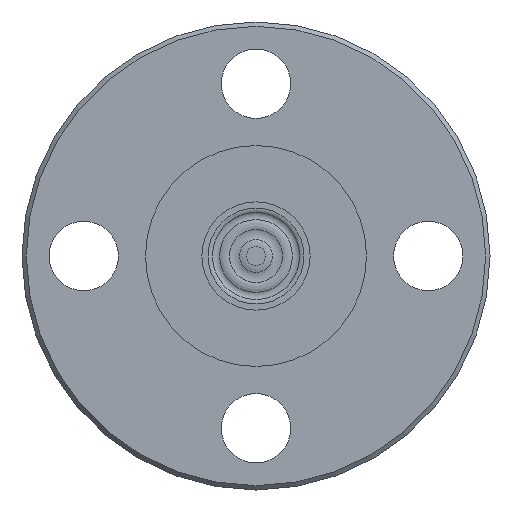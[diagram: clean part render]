
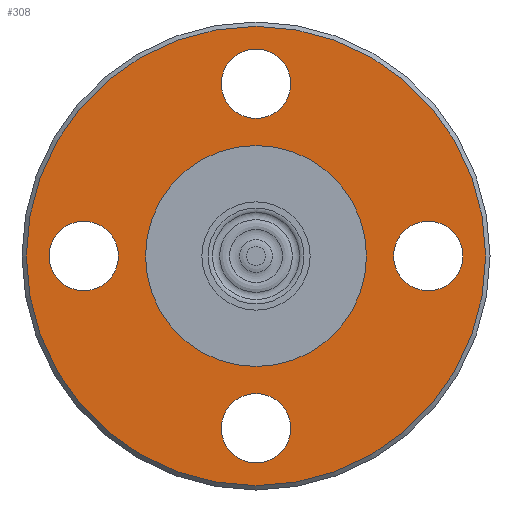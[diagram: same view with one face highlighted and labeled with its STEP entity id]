
A CAD part, front view. The second image highlights one B-rep face of the part: STEP entity #308.
In plain terms, the highlighted planar face has unit normal (0, -1, 0).
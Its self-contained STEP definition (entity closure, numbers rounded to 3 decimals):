
#22=PLANE('',#344);
#47=FACE_BOUND('',#107,.T.);
#48=FACE_BOUND('',#108,.T.);
#49=FACE_BOUND('',#109,.T.);
#50=FACE_BOUND('',#110,.T.);
#51=FACE_BOUND('',#111,.T.);
#73=FACE_OUTER_BOUND('',#106,.T.);
#106=EDGE_LOOP('',(#252));
#107=EDGE_LOOP('',(#253));
#108=EDGE_LOOP('',(#254));
#109=EDGE_LOOP('',(#255));
#110=EDGE_LOOP('',(#256));
#111=EDGE_LOOP('',(#257));
#157=CIRCLE('',#343,53.);
#158=CIRCLE('',#345,25.5);
#159=CIRCLE('',#346,8.);
#160=CIRCLE('',#347,8.);
#161=CIRCLE('',#348,8.);
#162=CIRCLE('',#349,8.);
#187=VERTEX_POINT('',#516);
#188=VERTEX_POINT('',#519);
#189=VERTEX_POINT('',#521);
#190=VERTEX_POINT('',#523);
#191=VERTEX_POINT('',#525);
#192=VERTEX_POINT('',#527);
#217=EDGE_CURVE('',#187,#187,#157,.T.);
#218=EDGE_CURVE('',#188,#188,#158,.T.);
#219=EDGE_CURVE('',#189,#189,#159,.T.);
#220=EDGE_CURVE('',#190,#190,#160,.T.);
#221=EDGE_CURVE('',#191,#191,#161,.T.);
#222=EDGE_CURVE('',#192,#192,#162,.T.);
#252=ORIENTED_EDGE('',*,*,#217,.F.);
#253=ORIENTED_EDGE('',*,*,#218,.F.);
#254=ORIENTED_EDGE('',*,*,#219,.T.);
#255=ORIENTED_EDGE('',*,*,#220,.T.);
#256=ORIENTED_EDGE('',*,*,#221,.T.);
#257=ORIENTED_EDGE('',*,*,#222,.T.);
#308=ADVANCED_FACE('',(#73,#47,#48,#49,#50,#51),#22,.T.);
#343=AXIS2_PLACEMENT_3D('',#517,#411,#412);
#344=AXIS2_PLACEMENT_3D('',#518,#413,#414);
#345=AXIS2_PLACEMENT_3D('',#520,#415,#416);
#346=AXIS2_PLACEMENT_3D('',#522,#417,#418);
#347=AXIS2_PLACEMENT_3D('',#524,#419,#420);
#348=AXIS2_PLACEMENT_3D('',#526,#421,#422);
#349=AXIS2_PLACEMENT_3D('',#528,#423,#424);
#411=DIRECTION('center_axis',(0.,1.,0.));
#412=DIRECTION('ref_axis',(-1.,0.,0.));
#413=DIRECTION('center_axis',(0.,-1.,0.));
#414=DIRECTION('ref_axis',(0.,0.,-1.));
#415=DIRECTION('center_axis',(0.,-1.,0.));
#416=DIRECTION('ref_axis',(1.,0.,0.));
#417=DIRECTION('center_axis',(0.,1.,0.));
#418=DIRECTION('ref_axis',(-1.,0.,0.));
#419=DIRECTION('center_axis',(0.,1.,0.));
#420=DIRECTION('ref_axis',(-1.,0.,0.));
#421=DIRECTION('center_axis',(0.,1.,0.));
#422=DIRECTION('ref_axis',(-1.,0.,0.));
#423=DIRECTION('center_axis',(0.,1.,0.));
#424=DIRECTION('ref_axis',(-1.,0.,0.));
#516=CARTESIAN_POINT('',(53.,1.5,0.));
#517=CARTESIAN_POINT('Origin',(0.,1.5,0.));
#518=CARTESIAN_POINT('Origin',(39.75,1.5,0.));
#519=CARTESIAN_POINT('',(25.5,1.5,0.));
#520=CARTESIAN_POINT('Origin',(0.,1.5,0.));
#521=CARTESIAN_POINT('',(8.,1.5,-39.75));
#522=CARTESIAN_POINT('Origin',(0.,1.5,-39.75));
#523=CARTESIAN_POINT('',(-31.75,1.5,0.));
#524=CARTESIAN_POINT('Origin',(-39.75,1.5,0.));
#525=CARTESIAN_POINT('',(8.,1.5,39.75));
#526=CARTESIAN_POINT('Origin',(0.,1.5,39.75));
#527=CARTESIAN_POINT('',(47.75,1.5,0.));
#528=CARTESIAN_POINT('Origin',(39.75,1.5,0.));
